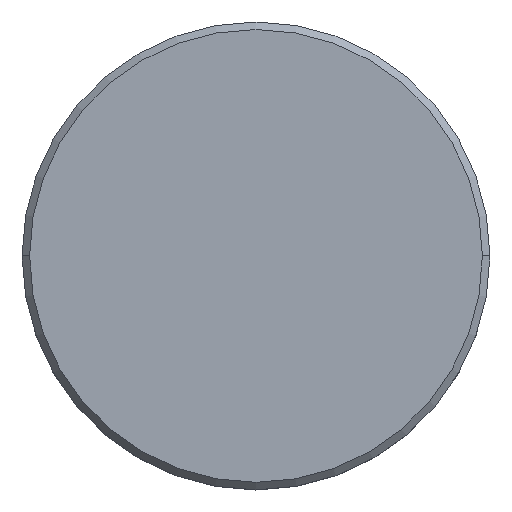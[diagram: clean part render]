
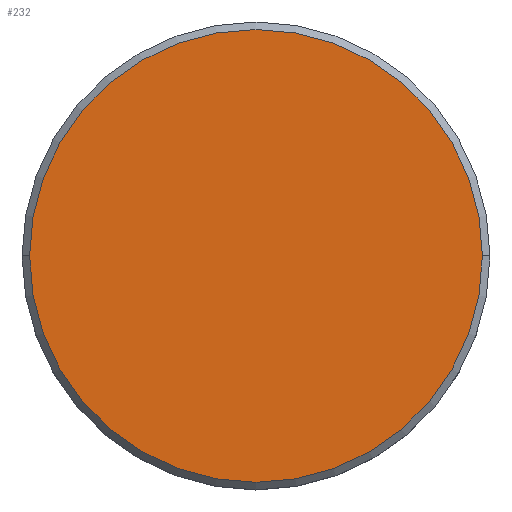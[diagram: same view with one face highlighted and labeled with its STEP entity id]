
A CAD part, top view. The second image highlights one B-rep face of the part: STEP entity #232.
In plain terms, the highlighted planar face has unit normal (0, 0, 1).
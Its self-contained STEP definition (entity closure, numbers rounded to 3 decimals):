
#92 = ORIENTED_EDGE ( 'NONE', *, *, #800, .T. ) ;
#99 = DIRECTION ( 'NONE',  ( 0., 0., 1. ) ) ;
#198 = CARTESIAN_POINT ( 'NONE',  ( -15., 0., 0. ) ) ;
#232 = ADVANCED_FACE ( 'NONE', ( #902 ), #1088, .T. ) ;
#262 = DIRECTION ( 'NONE',  ( 0., 0., 1. ) ) ;
#349 = DIRECTION ( 'NONE',  ( 1., 0., 0. ) ) ;
#378 = CIRCLE ( 'NONE', #1098, 15. ) ;
#449 = CARTESIAN_POINT ( 'NONE',  ( 15., 0., 0. ) ) ;
#483 = EDGE_LOOP ( 'NONE', ( #92, #1072 ) ) ;
#572 = DIRECTION ( 'NONE',  ( 1., 0., 0. ) ) ;
#779 = AXIS2_PLACEMENT_3D ( 'NONE', #1022, #99, #572 ) ;
#800 = EDGE_CURVE ( 'NONE', #852, #966, #378, .T. ) ;
#801 = DIRECTION ( 'NONE',  ( 0., 0., 1. ) ) ;
#816 = CARTESIAN_POINT ( 'NONE',  ( 0., 0., 0. ) ) ;
#820 = CARTESIAN_POINT ( 'NONE',  ( 0., 0., 0. ) ) ;
#834 = DIRECTION ( 'NONE',  ( 1., 0., 0. ) ) ;
#852 = VERTEX_POINT ( 'NONE', #198 ) ;
#902 = FACE_OUTER_BOUND ( 'NONE', #483, .T. ) ;
#942 = EDGE_CURVE ( 'NONE', #966, #852, #1100, .T. ) ;
#960 = AXIS2_PLACEMENT_3D ( 'NONE', #816, #262, #834 ) ;
#966 = VERTEX_POINT ( 'NONE', #449 ) ;
#1022 = CARTESIAN_POINT ( 'NONE',  ( 0., 0., 0. ) ) ;
#1072 = ORIENTED_EDGE ( 'NONE', *, *, #942, .T. ) ;
#1088 = PLANE ( 'NONE',  #960 ) ;
#1098 = AXIS2_PLACEMENT_3D ( 'NONE', #820, #801, #349 ) ;
#1100 = CIRCLE ( 'NONE', #779, 15. ) ;
